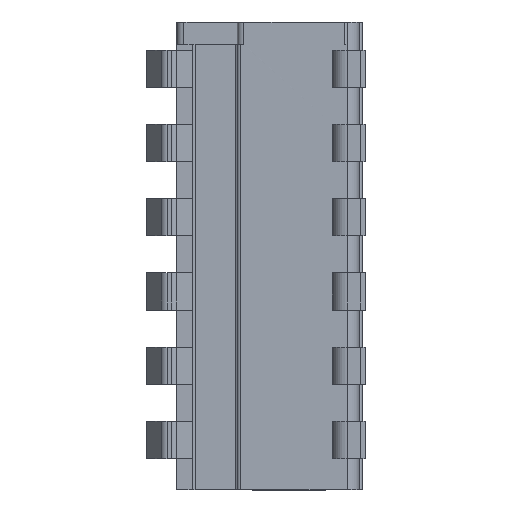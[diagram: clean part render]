
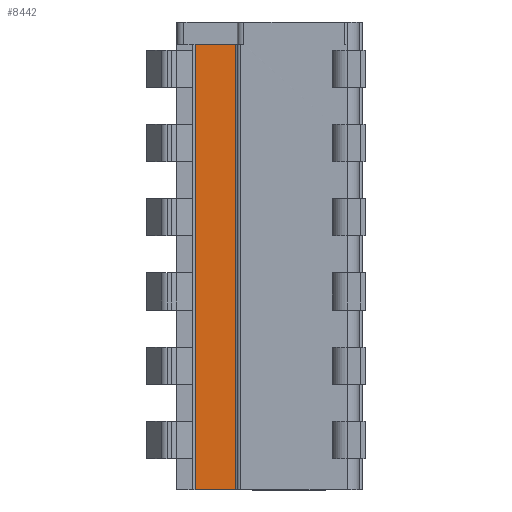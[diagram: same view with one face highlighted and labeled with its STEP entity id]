
A CAD part, top view. The second image highlights one B-rep face of the part: STEP entity #8442.
In plain terms, the highlighted planar face has unit normal (0, 0, 1).
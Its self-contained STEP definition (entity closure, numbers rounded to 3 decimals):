
#19=DIRECTION('',(1.,0.,0.));
#20=VECTOR('',#19,2.7);
#21=CARTESIAN_POINT('',(-4.12,0.,2.725));
#22=LINE('',#21,#20);
#2624=DIRECTION('',(1.,0.,0.));
#2625=VECTOR('',#2624,2.7);
#2626=CARTESIAN_POINT('',(-4.12,-30.,2.725));
#2627=LINE('',#2626,#2625);
#2798=DIRECTION('',(0.,1.,0.));
#2799=VECTOR('',#2798,30.);
#2800=CARTESIAN_POINT('',(-1.42,-30.,2.725));
#2801=LINE('',#2800,#2799);
#2802=DIRECTION('',(0.,-1.,0.));
#2803=VECTOR('',#2802,30.);
#2804=CARTESIAN_POINT('',(-4.12,0.,2.725));
#2805=LINE('',#2804,#2803);
#3692=CARTESIAN_POINT('',(-4.12,0.,2.725));
#3693=VERTEX_POINT('',#3692);
#3742=CARTESIAN_POINT('',(-4.12,-30.,2.725));
#3743=VERTEX_POINT('',#3742);
#4682=CARTESIAN_POINT('',(-1.42,-30.,2.725));
#4683=CARTESIAN_POINT('',(-1.42,0.,2.725));
#4684=VERTEX_POINT('',#4682);
#4685=VERTEX_POINT('',#4683);
#8429=CARTESIAN_POINT('',(-4.12,0.,2.725));
#8430=DIRECTION('',(0.,0.,1.));
#8431=DIRECTION('',(1.,0.,0.));
#8432=AXIS2_PLACEMENT_3D('',#8429,#8430,#8431);
#8433=PLANE('',#8432);
#8435=ORIENTED_EDGE('',*,*,#8434,.F.);
#8436=ORIENTED_EDGE('',*,*,#8374,.F.);
#8438=ORIENTED_EDGE('',*,*,#8437,.F.);
#8439=ORIENTED_EDGE('',*,*,#4827,.T.);
#8440=EDGE_LOOP('',(#8435,#8436,#8438,#8439));
#8441=FACE_OUTER_BOUND('',#8440,.F.);
#8442=ADVANCED_FACE('',(#8441),#8433,.T.);
#4827=EDGE_CURVE('',#3693,#4685,#22,.T.);
#8374=EDGE_CURVE('',#3743,#4684,#2627,.T.);
#8434=EDGE_CURVE('',#4684,#4685,#2801,.T.);
#8437=EDGE_CURVE('',#3693,#3743,#2805,.T.);
